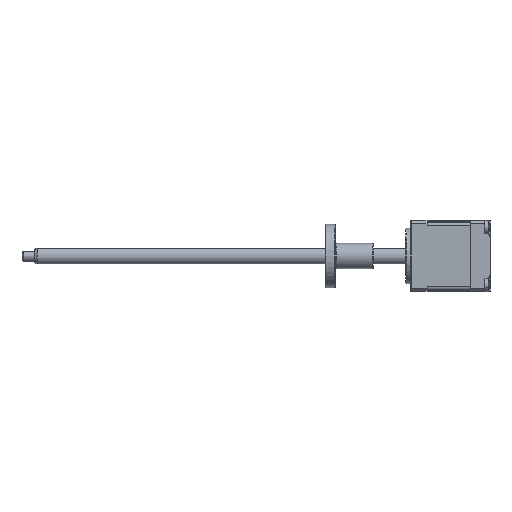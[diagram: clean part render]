
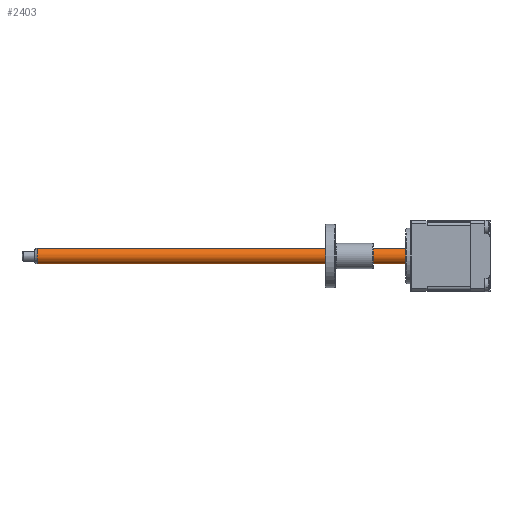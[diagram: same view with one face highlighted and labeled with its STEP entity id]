
A CAD part, left-side view. The second image highlights one B-rep face of the part: STEP entity #2403.
In plain terms, the highlighted cylindrical face has radius 3.175 mm (diameter 6.35 mm), a partial arc.
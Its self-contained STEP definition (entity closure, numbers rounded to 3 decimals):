
#201 = CARTESIAN_POINT ( 'NONE',  ( -2.455, 163.276, 33.6 ) ) ;
#283 = CARTESIAN_POINT ( 'NONE',  ( -3.779, 163.276, 36.486 ) ) ;
#294 = VERTEX_POINT ( 'NONE', #283 ) ;
#351 = AXIS2_PLACEMENT_3D ( 'NONE', #3572, #9444, #4446 ) ;
#1025 = ORIENTED_EDGE ( 'NONE', *, *, #9601, .T. ) ;
#1053 = DIRECTION ( 'NONE',  ( 0.417, 0., -0.909 ) ) ;
#1158 = EDGE_CURVE ( 'NONE', #294, #7933, #2371, .T. ) ;
#1295 = ORIENTED_EDGE ( 'NONE', *, *, #1158, .F. ) ;
#1412 = FACE_OUTER_BOUND ( 'NONE', #6925, .T. ) ;
#2317 = VECTOR ( 'NONE', #4983, 1000. ) ;
#2366 = AXIS2_PLACEMENT_3D ( 'NONE', #3934, #8945, #4779 ) ;
#2371 = LINE ( 'NONE', #3291, #2631 ) ;
#2403 = ADVANCED_FACE ( 'NONE', ( #1412 ), #3115, .T. ) ;
#2631 = VECTOR ( 'NONE', #8427, 1000. ) ;
#3115 = CYLINDRICAL_SURFACE ( 'NONE', #2366, 3.175 ) ;
#3231 = ORIENTED_EDGE ( 'NONE', *, *, #3852, .T. ) ;
#3291 = CARTESIAN_POINT ( 'NONE',  ( -3.779, 164.276, 36.486 ) ) ;
#3572 = CARTESIAN_POINT ( 'NONE',  ( -2.455, 14.276, 33.6 ) ) ;
#3724 = ORIENTED_EDGE ( 'NONE', *, *, #10729, .F. ) ;
#3852 = EDGE_CURVE ( 'NONE', #9072, #9255, #10699, .T. ) ;
#3934 = CARTESIAN_POINT ( 'NONE',  ( -2.455, 164.276, 33.6 ) ) ;
#4164 = CARTESIAN_POINT ( 'NONE',  ( -1.132, 163.276, 30.714 ) ) ;
#4446 = DIRECTION ( 'NONE',  ( -0.417, 0., 0.909 ) ) ;
#4779 = DIRECTION ( 'NONE',  ( -0.417, 0., 0.909 ) ) ;
#4983 = DIRECTION ( 'NONE',  ( 0., -1., 0. ) ) ;
#6106 = DIRECTION ( 'NONE',  ( 0., -1., 0. ) ) ;
#6925 = EDGE_LOOP ( 'NONE', ( #1025, #3231, #3724, #1295 ) ) ;
#7037 = AXIS2_PLACEMENT_3D ( 'NONE', #201, #6106, #1053 ) ;
#7210 = CARTESIAN_POINT ( 'NONE',  ( -3.779, 14.276, 36.486 ) ) ;
#7270 = CIRCLE ( 'NONE', #351, 3.175 ) ;
#7933 = VERTEX_POINT ( 'NONE', #7210 ) ;
#8348 = CARTESIAN_POINT ( 'NONE',  ( -1.132, 164.276, 30.714 ) ) ;
#8427 = DIRECTION ( 'NONE',  ( 0., -1., 0. ) ) ;
#8945 = DIRECTION ( 'NONE',  ( 0., -1., 0. ) ) ;
#9072 = VERTEX_POINT ( 'NONE', #4164 ) ;
#9255 = VERTEX_POINT ( 'NONE', #10359 ) ;
#9444 = DIRECTION ( 'NONE',  ( 0., -1., 0. ) ) ;
#9601 = EDGE_CURVE ( 'NONE', #294, #9072, #10150, .T. ) ;
#10150 = CIRCLE ( 'NONE', #7037, 3.175 ) ;
#10359 = CARTESIAN_POINT ( 'NONE',  ( -1.132, 14.276, 30.714 ) ) ;
#10699 = LINE ( 'NONE', #8348, #2317 ) ;
#10729 = EDGE_CURVE ( 'NONE', #7933, #9255, #7270, .T. ) ;
